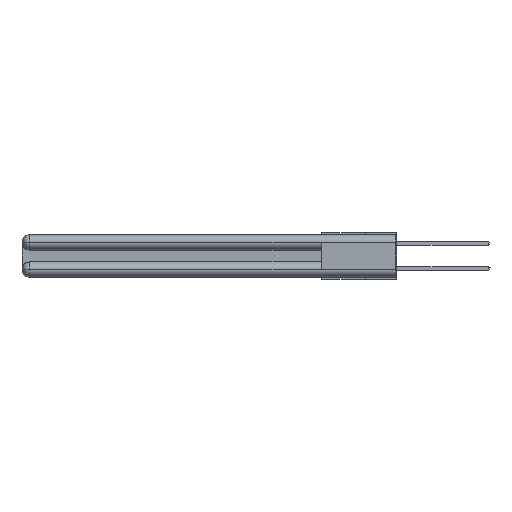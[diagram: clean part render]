
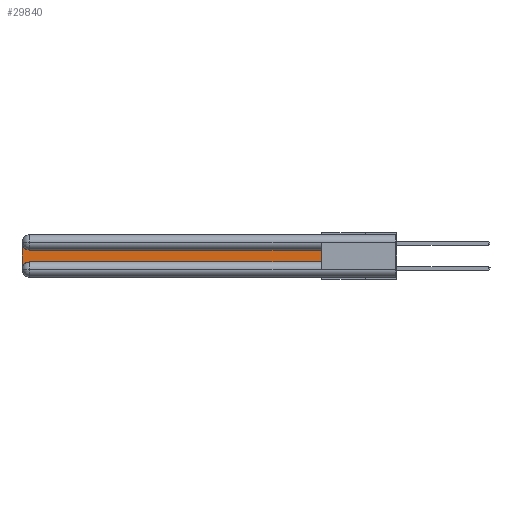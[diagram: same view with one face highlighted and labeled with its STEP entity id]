
A CAD part, left-side view. The second image highlights one B-rep face of the part: STEP entity #29840.
In plain terms, the highlighted planar face has unit normal (-1, 0, 0).
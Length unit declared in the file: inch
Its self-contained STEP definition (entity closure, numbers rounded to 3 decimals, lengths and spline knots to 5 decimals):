
#484 = VECTOR ( 'NONE', #3950, 39.37008 ) ;
#488 = ORIENTED_EDGE ( 'NONE', *, *, #6865, .T. ) ;
#604 = CARTESIAN_POINT ( 'NONE',  ( 0.075, 3., -0.0625 ) ) ;
#902 = ORIENTED_EDGE ( 'NONE', *, *, #18240, .T. ) ;
#1410 = CARTESIAN_POINT ( 'NONE',  ( 0.075, 0.6, -0.1225 ) ) ;
#1564 = CARTESIAN_POINT ( 'NONE',  ( 0.075, 0.6, -0.2175 ) ) ;
#2558 = CARTESIAN_POINT ( 'NONE',  ( 0.075, 0.6, -0.1225 ) ) ;
#3307 = DIRECTION ( 'NONE',  ( 0., 0., -1. ) ) ;
#3950 = DIRECTION ( 'NONE',  ( 0., 0., 1. ) ) ;
#4880 = CIRCLE ( 'NONE', #22130, 0.06 ) ;
#6046 = VERTEX_POINT ( 'NONE', #10367 ) ;
#6303 = DIRECTION ( 'NONE',  ( 0., 0., -1. ) ) ;
#6408 = CIRCLE ( 'NONE', #17874, 0.06 ) ;
#6501 = EDGE_CURVE ( 'NONE', #6046, #24283, #6408, .T. ) ;
#6865 = EDGE_CURVE ( 'NONE', #12043, #6046, #15430, .T. ) ;
#7420 = VERTEX_POINT ( 'NONE', #14645 ) ;
#8150 = DIRECTION ( 'NONE',  ( 1., 0., 0. ) ) ;
#8341 = LINE ( 'NONE', #1564, #484 ) ;
#9005 = VECTOR ( 'NONE', #17057, 39.37008 ) ;
#10367 = CARTESIAN_POINT ( 'NONE',  ( 0.075, 2.94, -0.1225 ) ) ;
#10527 = LINE ( 'NONE', #30534, #13885 ) ;
#10537 = EDGE_LOOP ( 'NONE', ( #488, #26939, #14433, #20497, #28762, #902 ) ) ;
#11693 = CARTESIAN_POINT ( 'NONE',  ( 0.075, 0.6, -0.2175 ) ) ;
#11764 = CARTESIAN_POINT ( 'NONE',  ( 0.075, 2.94, -0.2175 ) ) ;
#12043 = VERTEX_POINT ( 'NONE', #1410 ) ;
#12268 = CARTESIAN_POINT ( 'NONE',  ( 0.075, 0.6, -0.2175 ) ) ;
#13564 = VECTOR ( 'NONE', #14137, 39.37008 ) ;
#13885 = VECTOR ( 'NONE', #6303, 39.37008 ) ;
#14137 = DIRECTION ( 'NONE',  ( 0., -1., 0. ) ) ;
#14433 = ORIENTED_EDGE ( 'NONE', *, *, #28445, .T. ) ;
#14645 = CARTESIAN_POINT ( 'NONE',  ( 0.075, 3., -0.2775 ) ) ;
#15190 = DIRECTION ( 'NONE',  ( 1., 0., 0. ) ) ;
#15430 = LINE ( 'NONE', #2558, #9005 ) ;
#15666 = CARTESIAN_POINT ( 'NONE',  ( 0.075, 3., -0.1225 ) ) ;
#17057 = DIRECTION ( 'NONE',  ( 0., 1., 0. ) ) ;
#17084 = AXIS2_PLACEMENT_3D ( 'NONE', #15666, #22834, #20518 ) ;
#17874 = AXIS2_PLACEMENT_3D ( 'NONE', #20134, #15190, #3307 ) ;
#18240 = EDGE_CURVE ( 'NONE', #21142, #12043, #8341, .T. ) ;
#18901 = EDGE_CURVE ( 'NONE', #23844, #21142, #20009, .T. ) ;
#19585 = EDGE_CURVE ( 'NONE', #7420, #23844, #4880, .T. ) ;
#20009 = LINE ( 'NONE', #11693, #13564 ) ;
#20134 = CARTESIAN_POINT ( 'NONE',  ( 0.075, 2.94, -0.0625 ) ) ;
#20497 = ORIENTED_EDGE ( 'NONE', *, *, #19585, .T. ) ;
#20518 = DIRECTION ( 'NONE',  ( 0., 0., -1. ) ) ;
#21142 = VERTEX_POINT ( 'NONE', #12268 ) ;
#22130 = AXIS2_PLACEMENT_3D ( 'NONE', #25380, #8150, #27498 ) ;
#22834 = DIRECTION ( 'NONE',  ( 1., 0., 0. ) ) ;
#23844 = VERTEX_POINT ( 'NONE', #11764 ) ;
#24283 = VERTEX_POINT ( 'NONE', #604 ) ;
#25380 = CARTESIAN_POINT ( 'NONE',  ( 0.075, 2.94, -0.2775 ) ) ;
#26939 = ORIENTED_EDGE ( 'NONE', *, *, #6501, .T. ) ;
#27498 = DIRECTION ( 'NONE',  ( 0., 0., -1. ) ) ;
#27708 = PLANE ( 'NONE',  #17084 ) ;
#28214 = FACE_OUTER_BOUND ( 'NONE', #10537, .T. ) ;
#28445 = EDGE_CURVE ( 'NONE', #24283, #7420, #10527, .T. ) ;
#28762 = ORIENTED_EDGE ( 'NONE', *, *, #18901, .T. ) ;
#29840 = ADVANCED_FACE ( 'NONE', ( #28214 ), #27708, .F. ) ;
#30534 = CARTESIAN_POINT ( 'NONE',  ( 0.075, 3., -0.2175 ) ) ;
